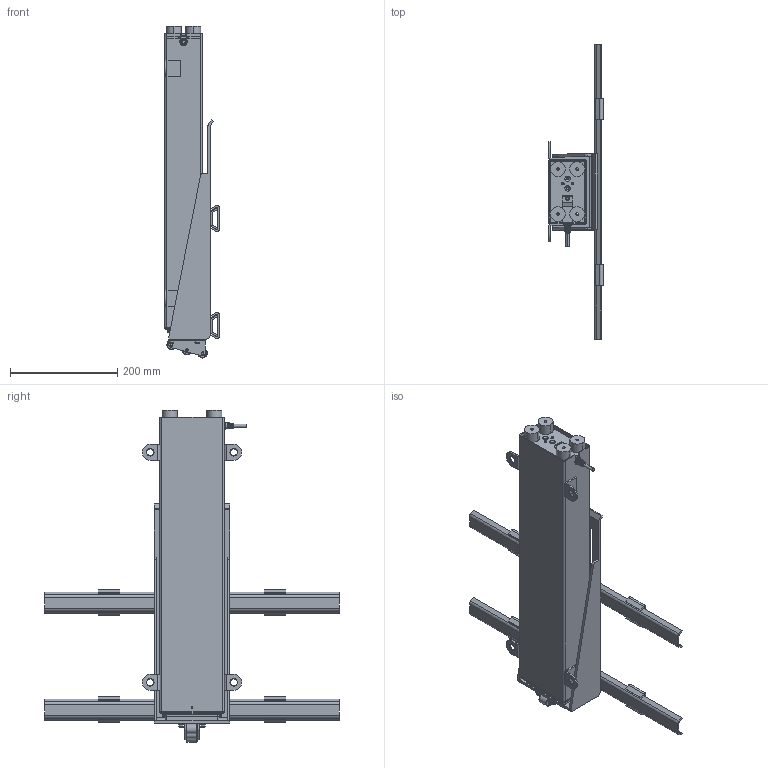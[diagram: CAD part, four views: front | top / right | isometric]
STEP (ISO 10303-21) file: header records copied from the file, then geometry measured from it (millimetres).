
FILE_DESCRIPTION (( 'STEP AP203' ), '1' );
FILE_NAME ('TVL3-S3.STEP', '2015-06-03T00:56:18', ( '' ), ( '' ), 'SwSTEP 2.0', 'SolidWorks 2010', '' );
FILE_SCHEMA (( 'CONFIG_CONTROL_DESIGN' ));
Length unit declared in the file: millimetre
Products named in the file (1): TVL3-S3
Bounding box: 101.5 x 550 x 620.5 mm (x, y, z)
Surface area: 824933 mm2 (no closed solid volume)
Topology: 0 solids, 47 shells, 511 faces, 1697 edges, 1215 vertices
Faces by surface type: cylinder 233, plane 197, torus 45, cone 36
Entity records: 19185 total; most frequent: CARTESIAN_POINT 3563, DIRECTION 3529, ORIENTED_EDGE 2763, EDGE_CURVE 1697, AXIS2_PLACEMENT_3D 1343, VERTEX_POINT 1215, LINE 843, VECTOR 843
